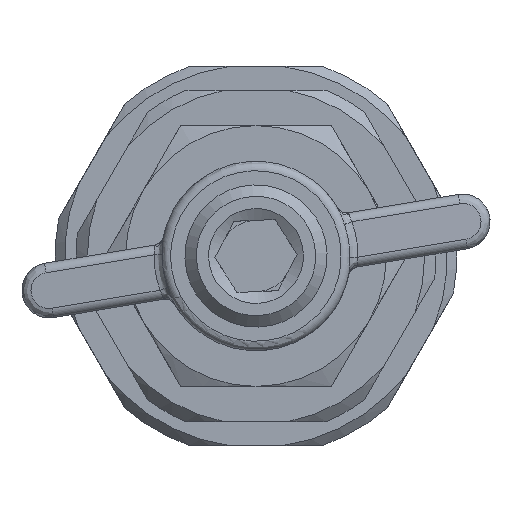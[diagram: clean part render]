
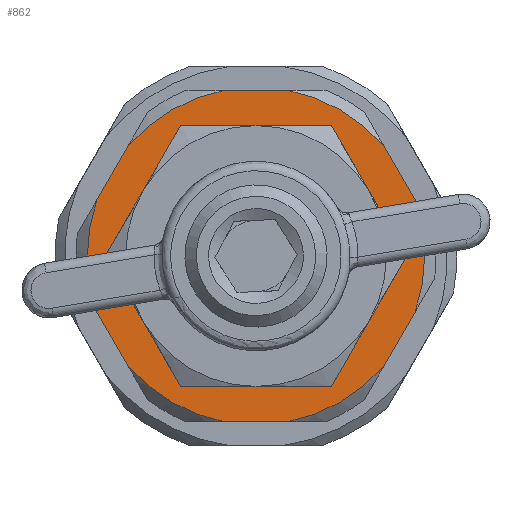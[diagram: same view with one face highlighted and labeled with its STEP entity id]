
A CAD part, left-side view. The second image highlights one B-rep face of the part: STEP entity #862.
In plain terms, the highlighted planar face has unit normal (-1, 0, 0).
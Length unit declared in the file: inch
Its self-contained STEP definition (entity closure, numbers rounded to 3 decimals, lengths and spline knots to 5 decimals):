
#83=CARTESIAN_POINT('',(-2.93296,0.84196,0.0109));
#84=VERTEX_POINT('',#83);
#152=CARTESIAN_POINT('',(-2.93296,0.92332,-0.13001));
#153=VERTEX_POINT('',#152);
#167=CARTESIAN_POINT('',(-2.93296,0.84196,0.0109));
#168=DIRECTION('',(0.0,0.5,-0.866));
#169=VECTOR('',#168,0.16271);
#170=LINE('',#167,#169);
#171=EDGE_CURVE('',#84,#153,#170,.T.);
#183=CARTESIAN_POINT('',(-2.93296,0.08419,-0.13001));
#184=VERTEX_POINT('',#183);
#252=CARTESIAN_POINT('',(-2.93296,0.16555,0.0109));
#253=VERTEX_POINT('',#252);
#267=CARTESIAN_POINT('',(-2.93296,0.08419,-0.13001));
#268=DIRECTION('',(0.0,0.5,0.866));
#269=VECTOR('',#268,0.16271);
#270=LINE('',#267,#269);
#271=EDGE_CURVE('',#184,#253,#270,.T.);
#283=CARTESIAN_POINT('',(-2.93296,0.16555,-0.56751));
#284=VERTEX_POINT('',#283);
#352=CARTESIAN_POINT('',(-2.93296,0.08419,-0.4266));
#353=VERTEX_POINT('',#352);
#367=CARTESIAN_POINT('',(-2.93296,0.16555,-0.56751));
#368=DIRECTION('',(0.0,-0.5,0.866));
#369=VECTOR('',#368,0.16271);
#370=LINE('',#367,#369);
#371=EDGE_CURVE('',#284,#353,#370,.T.);
#406=CARTESIAN_POINT('',(-2.93296,0.84196,-0.56751));
#407=VERTEX_POINT('',#406);
#421=CARTESIAN_POINT('',(-2.93296,0.92332,-0.4266));
#422=VERTEX_POINT('',#421);
#423=CARTESIAN_POINT('',(-2.93296,0.92332,-0.4266));
#424=DIRECTION('',(0.0,-0.5,-0.866));
#425=VECTOR('',#424,0.16271);
#426=LINE('',#423,#425);
#427=EDGE_CURVE('',#422,#407,#426,.T.);
#483=CARTESIAN_POINT('',(-2.93296,0.4224,0.1592));
#484=VERTEX_POINT('',#483);
#552=CARTESIAN_POINT('',(-2.93296,0.58511,0.1592));
#553=VERTEX_POINT('',#552);
#567=CARTESIAN_POINT('',(-2.93296,0.4224,0.1592));
#568=DIRECTION('',(0.0,1.0,0.0));
#569=VECTOR('',#568,0.16271);
#570=LINE('',#567,#569);
#571=EDGE_CURVE('',#484,#553,#570,.T.);
#606=CARTESIAN_POINT('',(-2.93296,0.4224,-0.7158));
#607=VERTEX_POINT('',#606);
#621=CARTESIAN_POINT('',(-2.93296,0.58511,-0.7158));
#622=VERTEX_POINT('',#621);
#623=CARTESIAN_POINT('',(-2.93296,0.58511,-0.7158));
#624=DIRECTION('',(0.0,-1.0,0.0));
#625=VECTOR('',#624,0.16271);
#626=LINE('',#623,#625);
#627=EDGE_CURVE('',#622,#607,#626,.T.);
#796=CARTESIAN_POINT('',(-2.93296,0.81475,-0.2783));
#797=DIRECTION('',(-1.0,0.0,0.0));
#798=DIRECTION('',(0.0,0.0,1.0));
#799=AXIS2_PLACEMENT_3D('',#796,#797,#798);
#800=PLANE('',#799);
#801=ORIENTED_EDGE('',*,*,#171,.T.);
#802=CARTESIAN_POINT('',(-2.93296,0.50375,-0.2783));
#803=DIRECTION('',(1.0,0.0,0.0));
#804=DIRECTION('',(0.0,1.0,0.0));
#805=AXIS2_PLACEMENT_3D('',#802,#803,#804);
#806=CIRCLE('',#805,0.445);
#807=EDGE_CURVE('',#422,#153,#806,.T.);
#808=ORIENTED_EDGE('',*,*,#807,.F.);
#809=ORIENTED_EDGE('',*,*,#427,.T.);
#810=CARTESIAN_POINT('',(-2.93296,0.50375,-0.2783));
#811=DIRECTION('',(1.0,0.0,0.0));
#812=DIRECTION('',(0.0,1.0,0.0));
#813=AXIS2_PLACEMENT_3D('',#810,#811,#812);
#814=CIRCLE('',#813,0.445);
#815=EDGE_CURVE('',#622,#407,#814,.T.);
#816=ORIENTED_EDGE('',*,*,#815,.F.);
#817=ORIENTED_EDGE('',*,*,#627,.T.);
#818=CARTESIAN_POINT('',(-2.93296,0.50375,-0.2783));
#819=DIRECTION('',(1.0,0.0,0.0));
#820=DIRECTION('',(0.0,1.0,0.0));
#821=AXIS2_PLACEMENT_3D('',#818,#819,#820);
#822=CIRCLE('',#821,0.445);
#823=EDGE_CURVE('',#284,#607,#822,.T.);
#824=ORIENTED_EDGE('',*,*,#823,.F.);
#825=ORIENTED_EDGE('',*,*,#371,.T.);
#826=CARTESIAN_POINT('',(-2.93296,0.50375,-0.2783));
#827=DIRECTION('',(1.0,0.0,0.0));
#828=DIRECTION('',(0.0,1.0,0.0));
#829=AXIS2_PLACEMENT_3D('',#826,#827,#828);
#830=CIRCLE('',#829,0.445);
#831=EDGE_CURVE('',#184,#353,#830,.T.);
#832=ORIENTED_EDGE('',*,*,#831,.F.);
#833=ORIENTED_EDGE('',*,*,#271,.T.);
#834=CARTESIAN_POINT('',(-2.93296,0.50375,-0.2783));
#835=DIRECTION('',(1.0,0.0,0.0));
#836=DIRECTION('',(0.0,1.0,0.0));
#837=AXIS2_PLACEMENT_3D('',#834,#835,#836);
#838=CIRCLE('',#837,0.445);
#839=EDGE_CURVE('',#484,#253,#838,.T.);
#840=ORIENTED_EDGE('',*,*,#839,.F.);
#841=ORIENTED_EDGE('',*,*,#571,.T.);
#842=CARTESIAN_POINT('',(-2.93296,0.50375,-0.2783));
#843=DIRECTION('',(1.0,0.0,0.0));
#844=DIRECTION('',(0.0,1.0,0.0));
#845=AXIS2_PLACEMENT_3D('',#842,#843,#844);
#846=CIRCLE('',#845,0.445);
#847=EDGE_CURVE('',#84,#553,#846,.T.);
#848=ORIENTED_EDGE('',*,*,#847,.F.);
#849=EDGE_LOOP('',(#801,#808,#809,#816,#817,#824,#825,#832,#833,#840,#841,#848));
#850=FACE_OUTER_BOUND('',#849,.T.);
#851=CARTESIAN_POINT('',(-2.93296,0.68075,-0.2783));
#852=VERTEX_POINT('',#851);
#853=CARTESIAN_POINT('',(-2.93296,0.50375,-0.2783));
#854=DIRECTION('',(1.0,0.0,0.0));
#855=DIRECTION('',(0.0,1.0,0.0));
#856=AXIS2_PLACEMENT_3D('',#853,#854,#855);
#857=CIRCLE('',#856,0.177);
#858=EDGE_CURVE('',#852,#852,#857,.T.);
#859=ORIENTED_EDGE('',*,*,#858,.T.);
#860=EDGE_LOOP('',(#859));
#861=FACE_BOUND('',#860,.T.);
#862=ADVANCED_FACE('',(#850,#861),#800,.T.);
